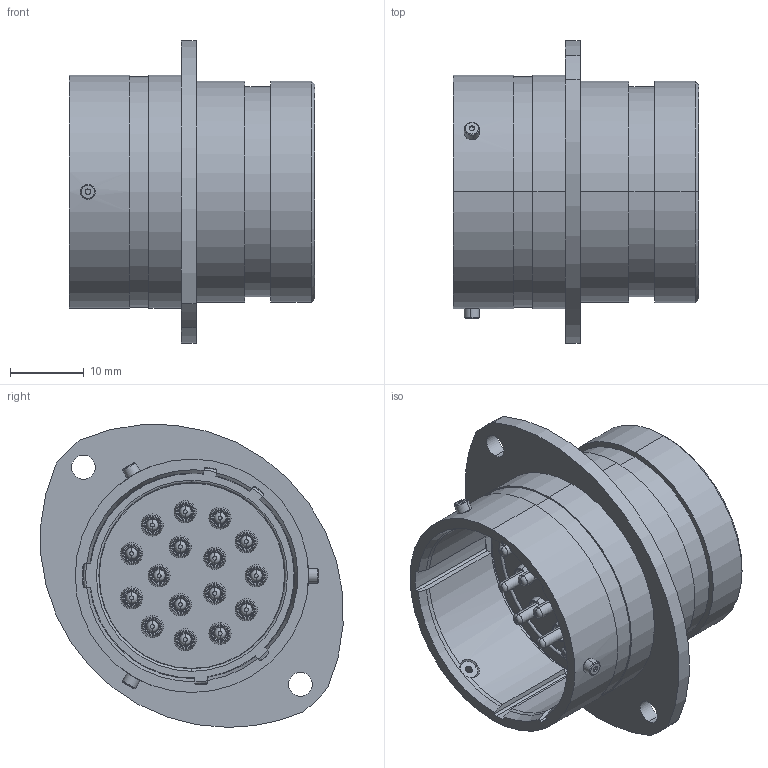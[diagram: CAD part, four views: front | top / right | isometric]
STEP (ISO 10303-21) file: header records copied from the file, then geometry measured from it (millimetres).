
FILE_DESCRIPTION (( 'STEP AP214' ), '1' );
FILE_NAME ('AS020-16PN.STEP', '2016-11-25T12:50:21', ( 'TE Connectivity' ), ( 'TE Connectivity' ), 'SwSTEP 2.0', 'SolidWorks 2014', '' );
FILE_SCHEMA (( 'AUTOMOTIVE_DESIGN' ));
Length unit declared in the file: inch
Products named in the file (1): AS020-16PN
Bounding box: 33.31 x 40.96 x 41.04 mm (x, y, z)
Volume: 15435.5 mm3; surface area: 16128.3 mm2
Topology: 26 solids, 26 shells, 1015 faces, 2162 edges, 1274 vertices
Faces by surface type: cylinder 362, torus 340, plane 151, cone 148, sphere 14
Entity records: 41610 total; most frequent: DIRECTION 5725, CARTESIAN_POINT 4795, ORIENTED_EDGE 4312, AXIS2_PLACEMENT_3D 2593, EDGE_CURVE 2156, CIRCLE 1577, VERTEX_POINT 1274, EDGE_LOOP 1208
